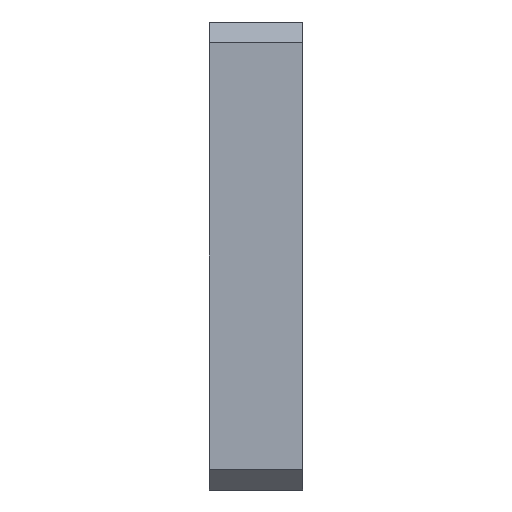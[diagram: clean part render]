
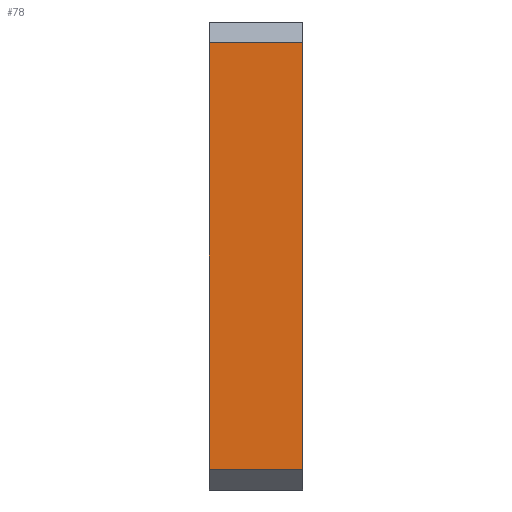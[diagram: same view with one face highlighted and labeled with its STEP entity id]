
A CAD part, left-side view. The second image highlights one B-rep face of the part: STEP entity #78.
In plain terms, the highlighted planar face has unit normal (-1, 0, 0).
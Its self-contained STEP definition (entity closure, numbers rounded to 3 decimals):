
#78 = ADVANCED_FACE ( 'NONE', ( #284 ), #848, .F. ) ;
#101 = CARTESIAN_POINT ( 'NONE',  ( -22.5, 4.5, 20.5 ) ) ;
#108 = DIRECTION ( 'NONE',  ( 0., -1., 0. ) ) ;
#111 = CARTESIAN_POINT ( 'NONE',  ( -22.5, -4.5, -20.5 ) ) ;
#171 = EDGE_CURVE ( 'NONE', #424, #906, #704, .T. ) ;
#228 = DIRECTION ( 'NONE',  ( 1., 0., 0. ) ) ;
#281 = LINE ( 'NONE', #475, #902 ) ;
#284 = FACE_OUTER_BOUND ( 'NONE', #319, .T. ) ;
#296 = ORIENTED_EDGE ( 'NONE', *, *, #750, .F. ) ;
#303 = VECTOR ( 'NONE', #698, 1000. ) ;
#319 = EDGE_LOOP ( 'NONE', ( #473, #555, #296, #723 ) ) ;
#349 = CARTESIAN_POINT ( 'NONE',  ( -22.5, 4.5, -20.5 ) ) ;
#378 = LINE ( 'NONE', #952, #711 ) ;
#397 = EDGE_CURVE ( 'NONE', #831, #906, #281, .T. ) ;
#410 = DIRECTION ( 'NONE',  ( 0., -1., 0. ) ) ;
#414 = CARTESIAN_POINT ( 'NONE',  ( -22.5, 4.5, 20.5 ) ) ;
#416 = LINE ( 'NONE', #672, #303 ) ;
#424 = VERTEX_POINT ( 'NONE', #101 ) ;
#473 = ORIENTED_EDGE ( 'NONE', *, *, #397, .T. ) ;
#475 = CARTESIAN_POINT ( 'NONE',  ( -22.5, -4.5, 20.5 ) ) ;
#555 = ORIENTED_EDGE ( 'NONE', *, *, #171, .F. ) ;
#558 = VERTEX_POINT ( 'NONE', #349 ) ;
#568 = DIRECTION ( 'NONE',  ( 0., 0., -1. ) ) ;
#630 = AXIS2_PLACEMENT_3D ( 'NONE', #414, #228, #568 ) ;
#669 = CARTESIAN_POINT ( 'NONE',  ( -22.5, 4.5, 20.5 ) ) ;
#672 = CARTESIAN_POINT ( 'NONE',  ( -22.5, 4.5, 20.5 ) ) ;
#698 = DIRECTION ( 'NONE',  ( 0., 0., 1. ) ) ;
#704 = LINE ( 'NONE', #669, #878 ) ;
#711 = VECTOR ( 'NONE', #108, 1000. ) ;
#723 = ORIENTED_EDGE ( 'NONE', *, *, #758, .T. ) ;
#750 = EDGE_CURVE ( 'NONE', #558, #424, #416, .T. ) ;
#758 = EDGE_CURVE ( 'NONE', #558, #831, #378, .T. ) ;
#781 = DIRECTION ( 'NONE',  ( 0., 0., 1. ) ) ;
#831 = VERTEX_POINT ( 'NONE', #111 ) ;
#848 = PLANE ( 'NONE',  #630 ) ;
#878 = VECTOR ( 'NONE', #410, 1000. ) ;
#902 = VECTOR ( 'NONE', #781, 1000. ) ;
#906 = VERTEX_POINT ( 'NONE', #934 ) ;
#934 = CARTESIAN_POINT ( 'NONE',  ( -22.5, -4.5, 20.5 ) ) ;
#952 = CARTESIAN_POINT ( 'NONE',  ( -22.5, 4.5, -20.5 ) ) ;
